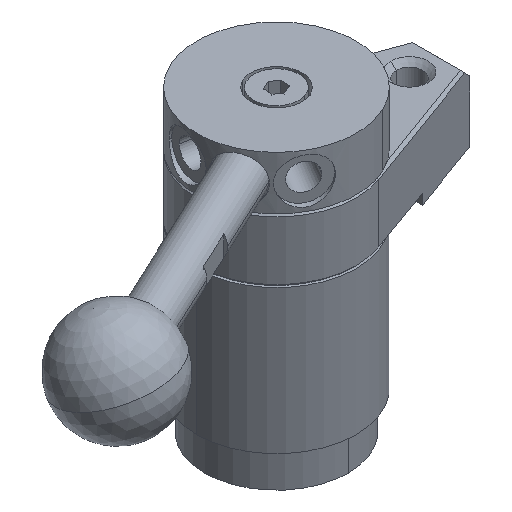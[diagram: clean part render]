
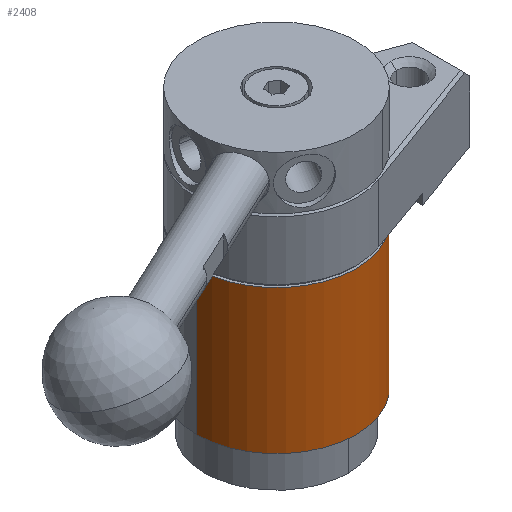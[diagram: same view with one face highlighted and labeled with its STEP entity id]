
A CAD part, isometric view. The second image highlights one B-rep face of the part: STEP entity #2408.
In plain terms, the highlighted cylindrical face has radius 15 mm (diameter 30 mm), a partial arc.
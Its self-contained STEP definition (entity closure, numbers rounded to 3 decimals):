
#142 = VERTEX_POINT ( 'NONE', #1211 ) ;
#271 = EDGE_CURVE ( 'NONE', #142, #3207, #2371, .T. ) ;
#280 = CARTESIAN_POINT ( 'NONE',  ( 15., 0., 27. ) ) ;
#550 = CARTESIAN_POINT ( 'NONE',  ( 15., 0., 27. ) ) ;
#740 = CARTESIAN_POINT ( 'NONE',  ( -15., 0., 27. ) ) ;
#767 = CYLINDRICAL_SURFACE ( 'NONE', #4156, 15. ) ;
#829 = CARTESIAN_POINT ( 'NONE',  ( 15., 0., 0. ) ) ;
#868 = EDGE_CURVE ( 'NONE', #4076, #3505, #2909, .T. ) ;
#1143 = FACE_OUTER_BOUND ( 'NONE', #2064, .T. ) ;
#1211 = CARTESIAN_POINT ( 'NONE',  ( -15., 0., 0. ) ) ;
#1427 = DIRECTION ( 'NONE',  ( 0., 0., 1. ) ) ;
#1581 = VECTOR ( 'NONE', #1717, 1000. ) ;
#1642 = CARTESIAN_POINT ( 'NONE',  ( 0., 0., 27. ) ) ;
#1717 = DIRECTION ( 'NONE',  ( 0., 0., 1. ) ) ;
#1875 = CIRCLE ( 'NONE', #4115, 15. ) ;
#2062 = CIRCLE ( 'NONE', #4108, 15. ) ;
#2064 = EDGE_LOOP ( 'NONE', ( #3934, #2746, #4161, #2386 ) ) ;
#2094 = CARTESIAN_POINT ( 'NONE',  ( 0., 0., 0. ) ) ;
#2208 = EDGE_CURVE ( 'NONE', #3207, #3505, #1875, .T. ) ;
#2301 = DIRECTION ( 'NONE',  ( 1., 0., 0. ) ) ;
#2371 = LINE ( 'NONE', #740, #1581 ) ;
#2386 = ORIENTED_EDGE ( 'NONE', *, *, #2208, .F. ) ;
#2408 = ADVANCED_FACE ( 'NONE', ( #1143 ), #767, .T. ) ;
#2521 = DIRECTION ( 'NONE',  ( 1., 0., 0. ) ) ;
#2589 = VECTOR ( 'NONE', #3845, 1000. ) ;
#2746 = ORIENTED_EDGE ( 'NONE', *, *, #3049, .T. ) ;
#2909 = LINE ( 'NONE', #280, #2589 ) ;
#2942 = DIRECTION ( 'NONE',  ( 0., 0., 1. ) ) ;
#3049 = EDGE_CURVE ( 'NONE', #142, #4076, #2062, .T. ) ;
#3207 = VERTEX_POINT ( 'NONE', #3764 ) ;
#3339 = CARTESIAN_POINT ( 'NONE',  ( 0., 0., 27. ) ) ;
#3395 = DIRECTION ( 'NONE',  ( 0., 0., 1. ) ) ;
#3505 = VERTEX_POINT ( 'NONE', #550 ) ;
#3665 = DIRECTION ( 'NONE',  ( 1., 0., 0. ) ) ;
#3764 = CARTESIAN_POINT ( 'NONE',  ( -15., 0., 27. ) ) ;
#3845 = DIRECTION ( 'NONE',  ( 0., 0., 1. ) ) ;
#3934 = ORIENTED_EDGE ( 'NONE', *, *, #271, .F. ) ;
#4076 = VERTEX_POINT ( 'NONE', #829 ) ;
#4108 = AXIS2_PLACEMENT_3D ( 'NONE', #2094, #3395, #2521 ) ;
#4115 = AXIS2_PLACEMENT_3D ( 'NONE', #1642, #2942, #2301 ) ;
#4156 = AXIS2_PLACEMENT_3D ( 'NONE', #3339, #1427, #3665 ) ;
#4161 = ORIENTED_EDGE ( 'NONE', *, *, #868, .T. ) ;
